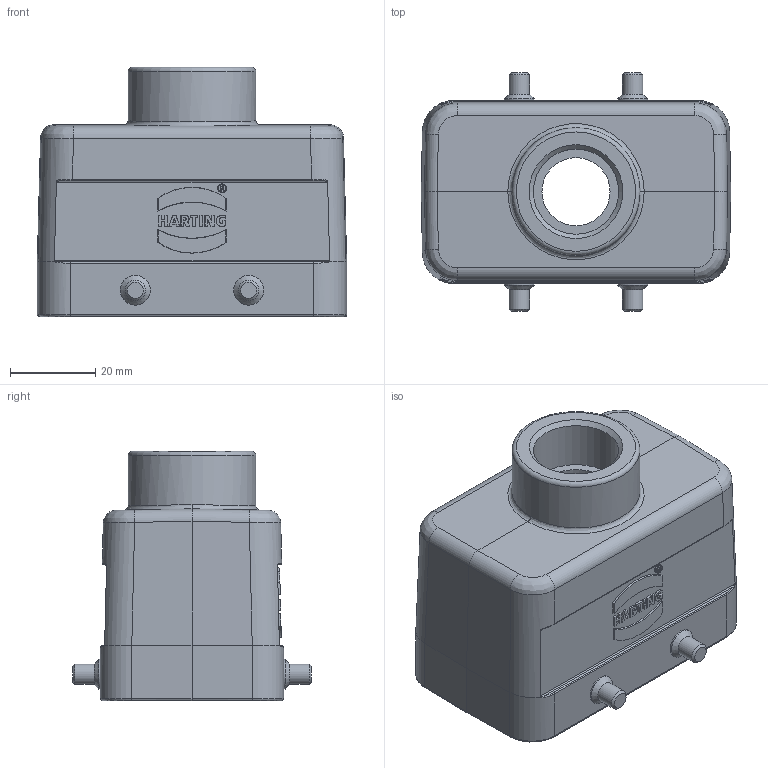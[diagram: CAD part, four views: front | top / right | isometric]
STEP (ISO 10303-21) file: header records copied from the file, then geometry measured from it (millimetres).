
FILE_DESCRIPTION(/* description */ (''),/* implementation_level */ '2;1');
FILE_NAME(/* name */ '100095317ugm000_e.stp',/* time_stamp */ '2017-11-06T09:34:18+01:00',/* author */ (''),/* organization */ (''),/* preprocessor_version */ 'ST-DEVELOPER v16',/* originating_system */ 'SIEMENS PLM Software NX 10.0',/* authorisation */ '');
FILE_SCHEMA (('AUTOMOTIVE_DESIGN { 1 0 10303 214 3 1 1 1 }'));
Length unit declared in the file: millimetre
Products named in the file (1): 100095317ugm000_e
Bounding box: 72.6 x 56 x 58.5 mm (x, y, z)
Volume: 46906.5 mm3; surface area: 25961.5 mm2
Topology: 1 solids, 1 shells, 319 faces, 1838 edges, 2593 vertices
Faces by surface type: plane 149, cylinder 93, bspline 50, cone 19, torus 8
Full cylindrical faces by diameter (mm): 2.05 x4, 3 x4, 4 x4, 4.8 x4, 7 x4, 16 x1, 20 x1, 30 x1
Entity records: 21407 total; most frequent: CARTESIAN_POINT 7261, DIRECTION 1673, ORIENTED_EDGE 1456, PRESENTATION_STYLE_ASSIGNMENT 1181, STYLED_ITEM 1047, CURVE_STYLE 1040, DRAUGHTING_PRE_DEFINED_CURVE_FONT 1040, B_SPLINE_CURVE_WITH_KNOTS 858
